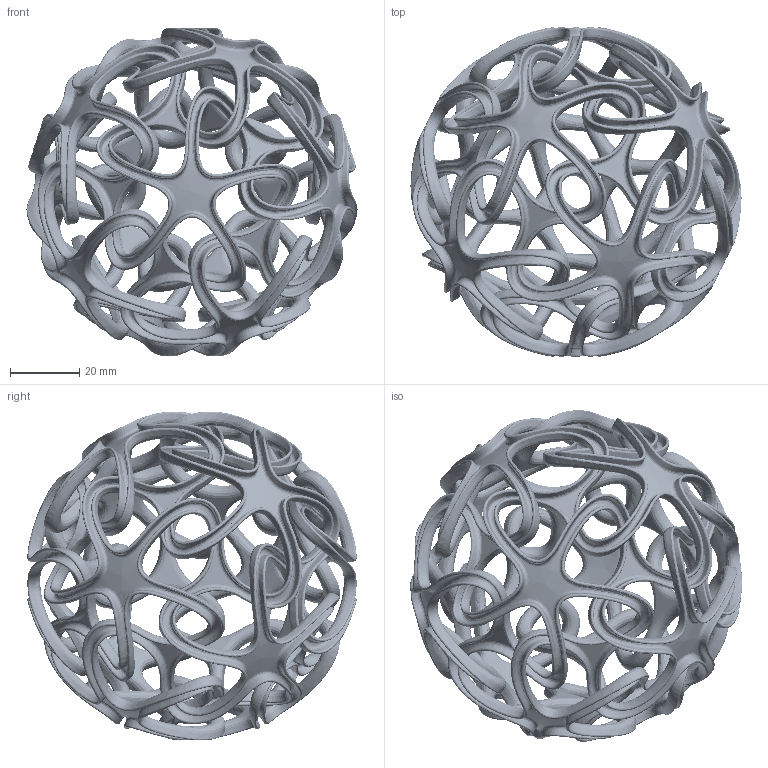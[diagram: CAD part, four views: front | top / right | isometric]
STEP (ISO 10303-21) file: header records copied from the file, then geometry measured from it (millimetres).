
FILE_DESCRIPTION(('FreeCAD Model'),'2;1');
FILE_NAME('Open CASCADE Shape Model','2025-05-04T10:20:51',('FreeCAD'),( 'FreeCAD'),'Open CASCADE STEP processor 7.6','FreeCAD','Unknown');
FILE_SCHEMA(('AUTOMOTIVE_DESIGN { 1 0 10303 214 1 1 1 1 }'));
Products named in the file (1): Open CASCADE STEP translator 7.6 1
Bounding box: 95.51 x 95 x 94.82 mm (x, y, z)
Volume: 26414.8 mm3; surface area: 58145.2 mm2
Topology: 1 solids, 1 shells, 3088 faces, 6852 edges, 3708 vertices
Faces by surface type: bspline 3088
Entity records: 333590 total; most frequent: CARTESIAN_POINT 293381, ORIENTED_EDGE 13704, EDGE_CURVE 6852, B_SPLINE_CURVE_WITH_KNOTS 5784, VERTEX_POINT 3708, ADVANCED_FACE 3088, FACE_BOUND 3088, EDGE_LOOP 3088
